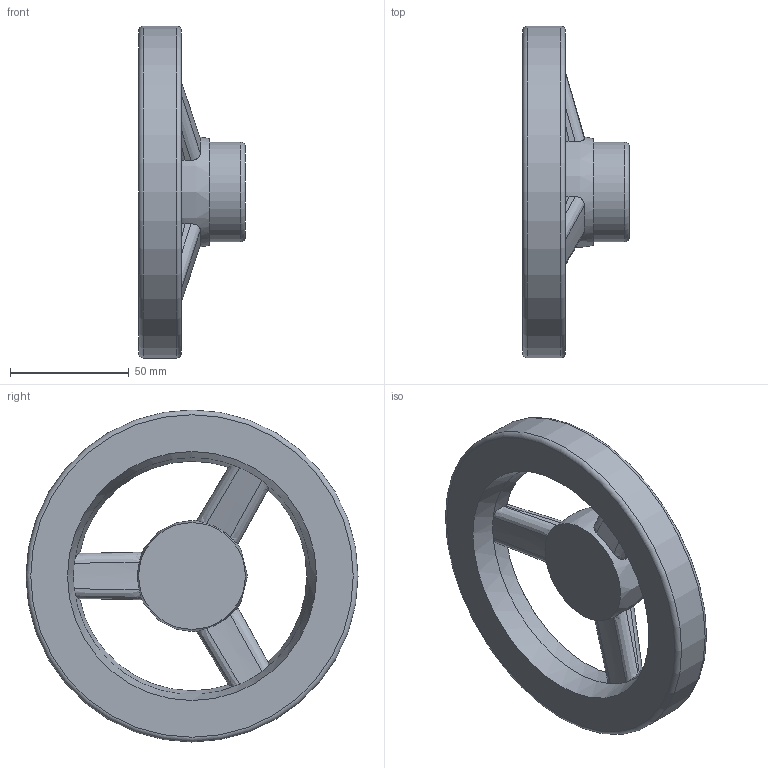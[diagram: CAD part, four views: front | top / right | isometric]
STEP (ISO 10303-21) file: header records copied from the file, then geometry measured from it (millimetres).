
FILE_DESCRIPTION(/* description */ (''),/* implementation_level */ '2;1');
FILE_NAME(/* name */ 'KBN_140.dxf',/* time_stamp */ '2012-11-23T16:02:20+08:00',/* author */ (''),/* organization */ (''),/* preprocessor_version */ 'ST-DEVELOPER v9',/* originating_system */ 'UGS - NX 4.0',/* authorisation */ '');
FILE_SCHEMA (('CONFIG_CONTROL_DESIGN'));
Length unit declared in the file: millimetre
Products named in the file (1): Admi4452xkzl
Bounding box: 45 x 140 x 140 mm (x, y, z)
Volume: 190467.5 mm3; surface area: 38125.4 mm2
Topology: 1 solids, 1 shells, 44 faces, 110 edges, 68 vertices
Faces by surface type: cone 14, bspline 13, plane 11, torus 4, cylinder 2
Full cylindrical faces by diameter (mm): 42 x1, 140 x1
Entity records: 1717 total; most frequent: CARTESIAN_POINT 777, ORIENTED_EDGE 198, DIRECTION 130, EDGE_CURVE 99, B_SPLINE_CURVE_WITH_KNOTS 66, VERTEX_POINT 66, AXIS2_PLACEMENT_3D 65, EDGE_LOOP 59
